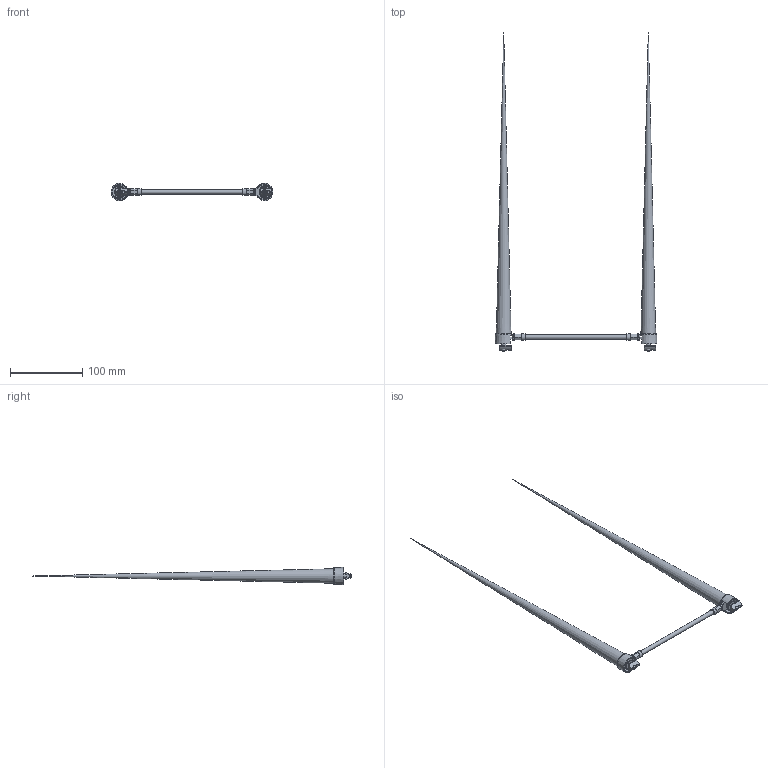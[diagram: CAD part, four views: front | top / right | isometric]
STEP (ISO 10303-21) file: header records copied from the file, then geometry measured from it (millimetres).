
FILE_DESCRIPTION(('FreeCAD Model'),'2;1');
FILE_NAME('Open CASCADE Shape Model','2024-03-18T17:53:26',(''),(''), 'Open CASCADE STEP processor 7.6','FreeCAD','Unknown');
FILE_SCHEMA(('AUTOMOTIVE_DESIGN { 1 0 10303 214 1 1 1 1 }'));
Length unit declared in the file: millimetre
Products named in the file (9): STI6-TAESD; 093099S04EL; 093099S04D678A8; 093099S04ISO4035M8; 093099S04tslot6; 093099S0414; 093099S04DIN916M6x22; 093099S04DIN6923M6; 093099S0415
Assembly tree (13 placements, depth 2):
  STI6-TAESD
    093099S04EL
    093099S04D678A8  x2
    093099S04ISO4035M8  x2
    093099S04tslot6  x2
    093099S0414
    093099S04DIN916M6x22  x2
    093099S04DIN6923M6  x2
    093099S0415
Bounding box: 224 x 440.2 x 23.98 mm (x, y, z)
Volume: 107565.2 mm3; surface area: 42125.9 mm2
Topology: 15 solids, 15 shells, 279 faces, 913 edges, 1364 vertices
Faces by surface type: plane 116, cone 72, cylinder 47, torus 42, sphere 2
Full cylindrical faces by diameter (mm): 4.917 x2, 5 x2, 6 x3, 6.647 x2, 8 x2, 8.4 x2, 9 x4, 15 x2
Entity records: 18079 total; most frequent: CARTESIAN_POINT 7133, DIRECTION 1841, ORIENTED_EDGE 898, PCURVE 898, DEFINITIONAL_REPRESENTATION 898, LINE 755, VECTOR 755, AXIS2_PLACEMENT_3D 503
